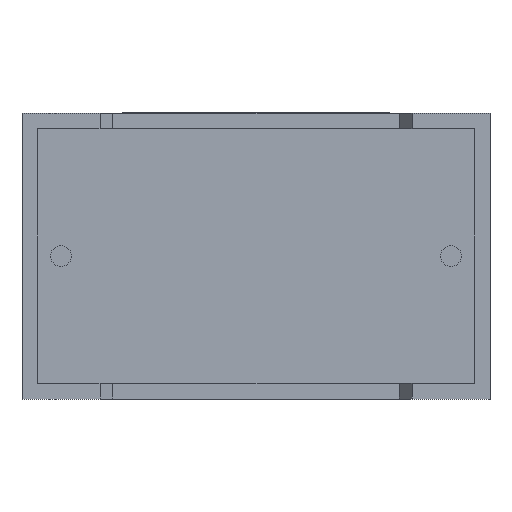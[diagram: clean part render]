
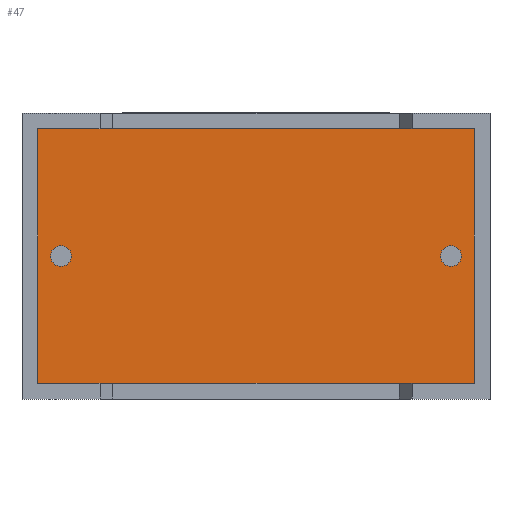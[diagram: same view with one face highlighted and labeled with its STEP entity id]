
A CAD part, front view. The second image highlights one B-rep face of the part: STEP entity #47.
In plain terms, the highlighted planar face has unit normal (0, -1, 0).
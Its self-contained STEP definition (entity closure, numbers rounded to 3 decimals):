
#3 = VERTEX_POINT ( 'NONE', #2623 ) ;
#47 = ADVANCED_FACE ( 'NONE', ( #1430, #263, #968 ), #505, .T. ) ;
#98 = CIRCLE ( 'NONE', #2830, 0.4 ) ;
#138 = ORIENTED_EDGE ( 'NONE', *, *, #2046, .T. ) ;
#161 = DIRECTION ( 'NONE',  ( 0., -1., 0. ) ) ;
#194 = VERTEX_POINT ( 'NONE', #381 ) ;
#195 = CARTESIAN_POINT ( 'NONE',  ( 1.5, 0.75, 5.9 ) ) ;
#210 = AXIS2_PLACEMENT_3D ( 'NONE', #2783, #657, #1639 ) ;
#213 = VECTOR ( 'NONE', #1431, 1000. ) ;
#263 = FACE_OUTER_BOUND ( 'NONE', #1815, .T. ) ;
#290 = CARTESIAN_POINT ( 'NONE',  ( 16.5, 0.75, 5.5 ) ) ;
#381 = CARTESIAN_POINT ( 'NONE',  ( 1.5, 0.75, 5.1 ) ) ;
#492 = VECTOR ( 'NONE', #1442, 1000. ) ;
#494 = ORIENTED_EDGE ( 'NONE', *, *, #875, .F. ) ;
#504 = EDGE_CURVE ( 'NONE', #194, #1524, #752, .T. ) ;
#505 = PLANE ( 'NONE',  #841 ) ;
#608 = EDGE_CURVE ( 'NONE', #2371, #1623, #1170, .T. ) ;
#657 = DIRECTION ( 'NONE',  ( 0., -1., 0. ) ) ;
#689 = CIRCLE ( 'NONE', #210, 0.4 ) ;
#699 = DIRECTION ( 'NONE',  ( 0., -1., 0. ) ) ;
#749 = VECTOR ( 'NONE', #1538, 1000. ) ;
#752 = CIRCLE ( 'NONE', #2382, 0.4 ) ;
#841 = AXIS2_PLACEMENT_3D ( 'NONE', #2992, #161, #2430 ) ;
#875 = EDGE_CURVE ( 'NONE', #1524, #194, #689, .T. ) ;
#887 = EDGE_LOOP ( 'NONE', ( #1203, #1740 ) ) ;
#907 = DIRECTION ( 'NONE',  ( 0., -1., 0. ) ) ;
#968 = FACE_BOUND ( 'NONE', #2063, .T. ) ;
#993 = DIRECTION ( 'NONE',  ( 0., -1., 0. ) ) ;
#1018 = LINE ( 'NONE', #2931, #749 ) ;
#1078 = VERTEX_POINT ( 'NONE', #2383 ) ;
#1101 = CARTESIAN_POINT ( 'NONE',  ( 1.5, 0.75, 5.5 ) ) ;
#1114 = EDGE_CURVE ( 'NONE', #2737, #1256, #1886, .T. ) ;
#1162 = ORIENTED_EDGE ( 'NONE', *, *, #504, .F. ) ;
#1170 = CIRCLE ( 'NONE', #2879, 0.4 ) ;
#1178 = CARTESIAN_POINT ( 'NONE',  ( 0.6, 0.75, 10.4 ) ) ;
#1189 = CARTESIAN_POINT ( 'NONE',  ( 0.6, 0.75, 0.6 ) ) ;
#1202 = LINE ( 'NONE', #1178, #2284 ) ;
#1203 = ORIENTED_EDGE ( 'NONE', *, *, #1854, .F. ) ;
#1256 = VERTEX_POINT ( 'NONE', #2178 ) ;
#1284 = EDGE_CURVE ( 'NONE', #1256, #1078, #1018, .T. ) ;
#1388 = LINE ( 'NONE', #1189, #213 ) ;
#1430 = FACE_BOUND ( 'NONE', #887, .T. ) ;
#1431 = DIRECTION ( 'NONE',  ( 1., 0., 0. ) ) ;
#1442 = DIRECTION ( 'NONE',  ( 0., 0., 1. ) ) ;
#1524 = VERTEX_POINT ( 'NONE', #195 ) ;
#1538 = DIRECTION ( 'NONE',  ( -1., 0., 0. ) ) ;
#1623 = VERTEX_POINT ( 'NONE', #2174 ) ;
#1639 = DIRECTION ( 'NONE',  ( 0., 0., -1. ) ) ;
#1740 = ORIENTED_EDGE ( 'NONE', *, *, #608, .F. ) ;
#1815 = EDGE_LOOP ( 'NONE', ( #138, #2312, #2077, #2221 ) ) ;
#1842 = CARTESIAN_POINT ( 'NONE',  ( 16.5, 0.75, 5.1 ) ) ;
#1848 = DIRECTION ( 'NONE',  ( 0., 0., -1. ) ) ;
#1854 = EDGE_CURVE ( 'NONE', #1623, #2371, #98, .T. ) ;
#1886 = LINE ( 'NONE', #3047, #492 ) ;
#2046 = EDGE_CURVE ( 'NONE', #1078, #3, #1202, .T. ) ;
#2062 = EDGE_CURVE ( 'NONE', #3, #2737, #1388, .T. ) ;
#2063 = EDGE_LOOP ( 'NONE', ( #494, #1162 ) ) ;
#2077 = ORIENTED_EDGE ( 'NONE', *, *, #1114, .T. ) ;
#2174 = CARTESIAN_POINT ( 'NONE',  ( 16.5, 0.75, 5.9 ) ) ;
#2178 = CARTESIAN_POINT ( 'NONE',  ( 17.4, 0.75, 10.4 ) ) ;
#2221 = ORIENTED_EDGE ( 'NONE', *, *, #1284, .T. ) ;
#2284 = VECTOR ( 'NONE', #2573, 1000. ) ;
#2312 = ORIENTED_EDGE ( 'NONE', *, *, #2062, .T. ) ;
#2371 = VERTEX_POINT ( 'NONE', #1842 ) ;
#2382 = AXIS2_PLACEMENT_3D ( 'NONE', #1101, #907, #2575 ) ;
#2383 = CARTESIAN_POINT ( 'NONE',  ( 0.6, 0.75, 10.4 ) ) ;
#2408 = DIRECTION ( 'NONE',  ( 0., 0., -1. ) ) ;
#2430 = DIRECTION ( 'NONE',  ( 0., 0., -1. ) ) ;
#2573 = DIRECTION ( 'NONE',  ( 0., 0., -1. ) ) ;
#2575 = DIRECTION ( 'NONE',  ( 0., 0., -1. ) ) ;
#2623 = CARTESIAN_POINT ( 'NONE',  ( 0.6, 0.75, 0.6 ) ) ;
#2737 = VERTEX_POINT ( 'NONE', #3053 ) ;
#2783 = CARTESIAN_POINT ( 'NONE',  ( 1.5, 0.75, 5.5 ) ) ;
#2818 = CARTESIAN_POINT ( 'NONE',  ( 16.5, 0.75, 5.5 ) ) ;
#2830 = AXIS2_PLACEMENT_3D ( 'NONE', #290, #993, #2408 ) ;
#2879 = AXIS2_PLACEMENT_3D ( 'NONE', #2818, #699, #1848 ) ;
#2931 = CARTESIAN_POINT ( 'NONE',  ( 17.4, 0.75, 10.4 ) ) ;
#2992 = CARTESIAN_POINT ( 'NONE',  ( 0., 0.75, 0. ) ) ;
#3047 = CARTESIAN_POINT ( 'NONE',  ( 17.4, 0.75, 0.6 ) ) ;
#3053 = CARTESIAN_POINT ( 'NONE',  ( 17.4, 0.75, 0.6 ) ) ;
